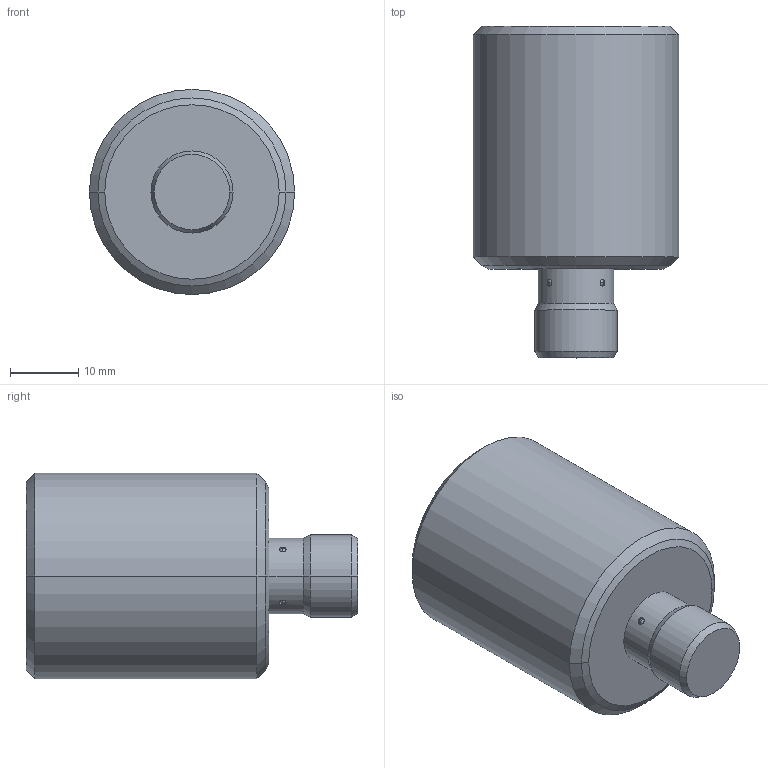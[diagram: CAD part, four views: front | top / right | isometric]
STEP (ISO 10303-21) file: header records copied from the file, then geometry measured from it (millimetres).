
FILE_DESCRIPTION((''),'2;1');
FILE_NAME('DW-AS-50X-M30-120_SW0001','2017-03-15T',('stagiaire01rd'),(''),'PRO/ENGINEER BY PARAMETRIC TECHNOLOGY CORPORATION, 2016360','PRO/ENGINEER BY PARAMETRIC TECHNOLOGY CORPORATION, 2016360','');
FILE_SCHEMA(('CONFIG_CONTROL_DESIGN'));
Length unit declared in the file: millimetre
Products named in the file (1): DW-AS-50X-M30-120_SW0001
Bounding box: 30 x 48.5 x 30 mm (x, y, z)
Surface area: 5069.2 mm2 (no closed solid volume)
Topology: 0 solids, 1 shells, 35 faces, 76 edges, 40 vertices
Faces by surface type: cylinder 14, cone 10, sphere 8, plane 3
Entity records: 992 total; most frequent: CARTESIAN_POINT 223, DIRECTION 166, ORIENTED_EDGE 136, AXIS2_PLACEMENT_3D 71, EDGE_CURVE 68, VERTEX_POINT 40, EDGE_LOOP 40, CIRCLE 36
